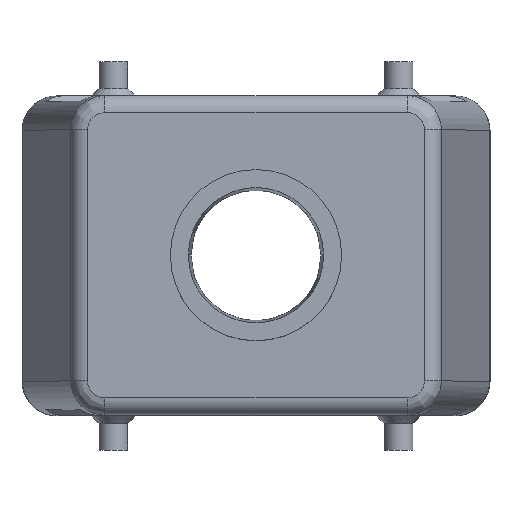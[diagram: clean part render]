
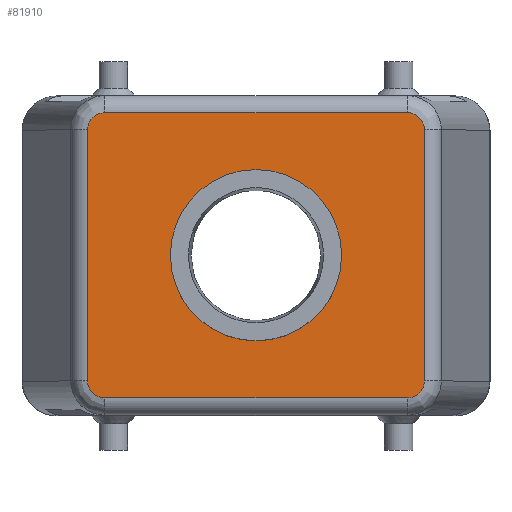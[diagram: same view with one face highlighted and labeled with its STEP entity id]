
A CAD part, top view. The second image highlights one B-rep face of the part: STEP entity #81910.
In plain terms, the highlighted planar face has unit normal (0, 0, 1).
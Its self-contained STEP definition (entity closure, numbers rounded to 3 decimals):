
#23170=CARTESIAN_POINT('',(-29.52,22.,75.));
#23180=VERTEX_POINT('',#23170);
#23210=CARTESIAN_POINT('',(-29.52,-22.,75.));
#23220=DIRECTION('',(0.,1.,0.));
#23230=VECTOR('',#23220,1.);
#23240=LINE('',#23210,#23230);
#23250=CARTESIAN_POINT('',(-29.52,-22.,75.));
#23260=VERTEX_POINT('',#23250);
#23270=EDGE_CURVE('',#23260,#23180,#23240,.T.);
#24100=CARTESIAN_POINT('',(29.52,-22.,75.));
#24110=VERTEX_POINT('',#24100);
#24140=CARTESIAN_POINT('',(29.52,22.,75.));
#24150=DIRECTION('',(0.,-1.,0.));
#24160=VECTOR('',#24150,1.);
#24170=LINE('',#24140,#24160);
#24180=CARTESIAN_POINT('',(29.52,22.,75.));
#24190=VERTEX_POINT('',#24180);
#24200=EDGE_CURVE('',#24190,#24110,#24170,.T.);
#25350=CARTESIAN_POINT('',(-26.465,-25.,75.));
#25360=VERTEX_POINT('',#25350);
#25390=CARTESIAN_POINT('',(26.465,-25.,75.));
#25400=DIRECTION('',(-1.,0.,0.));
#25410=VECTOR('',#25400,1.);
#25420=LINE('',#25390,#25410);
#25430=CARTESIAN_POINT('',(26.465,-25.,75.));
#25440=VERTEX_POINT('',#25430);
#25450=EDGE_CURVE('',#25440,#25360,#25420,.T.);
#26000=CARTESIAN_POINT('',(26.465,25.,75.));
#26010=VERTEX_POINT('',#26000);
#26040=CARTESIAN_POINT('',(-26.465,25.,75.));
#26050=DIRECTION('',(1.,0.,0.));
#26060=VECTOR('',#26050,1.);
#26070=LINE('',#26040,#26060);
#26080=CARTESIAN_POINT('',(-26.465,25.,75.));
#26090=VERTEX_POINT('',#26080);
#26100=EDGE_CURVE('',#26090,#26010,#26070,.T.);
#54770=CARTESIAN_POINT('',(-15.,0.,75.));
#54780=VERTEX_POINT('',#54770);
#54810=CARTESIAN_POINT('',(0.,0.,75.)
);
#54820=DIRECTION('',(0.,0.,1.));
#54830=DIRECTION('',(1.,0.,0.));
#54840=AXIS2_PLACEMENT_3D('',#54810,#54820,#54830);
#54850=CIRCLE('',#54840,15.);
#54860=CARTESIAN_POINT('',(15.,0.,75.));
#54870=VERTEX_POINT('',#54860);
#54880=EDGE_CURVE('',#54870,#54780,#54850,.T.);
#79450=CARTESIAN_POINT('',(-29.52,22.,75.));
#79460=CARTESIAN_POINT('',(-29.52,25.,75.));
#79470=CARTESIAN_POINT('',(-26.465,25.,75.));
#79480=(BOUNDED_CURVE() B_SPLINE_CURVE(2,(#79450,#79460,#79470),
.UNSPECIFIED.,.F.,.F.) B_SPLINE_CURVE_WITH_KNOTS((3,3),(0.,1.),
.UNSPECIFIED.) CURVE() GEOMETRIC_REPRESENTATION_ITEM() 
RATIONAL_B_SPLINE_CURVE((1.,0.707,1.)) REPRESENTATION_ITEM(''
));
#79490=EDGE_CURVE('',#23180,#26090,#79480,.T.);
#81560=CARTESIAN_POINT('',(-35.424,-30.,75.));
#81570=DIRECTION('',(0.,0.,1.));
#81580=DIRECTION('',(1.,0.,-0.));
#81590=AXIS2_PLACEMENT_3D('',#81560,#81570,#81580);
#81600=PLANE('',#81590);
#81610=ORIENTED_EDGE('',*,*,#26100,.F.);
#81620=CARTESIAN_POINT('',(26.465,25.,75.));
#81630=CARTESIAN_POINT('',(29.52,25.,75.));
#81640=CARTESIAN_POINT('',(29.52,22.,75.));
#81650=(BOUNDED_CURVE() B_SPLINE_CURVE(2,(#81620,#81630,#81640),
.UNSPECIFIED.,.F.,.F.) B_SPLINE_CURVE_WITH_KNOTS((3,3),(0.,1.),
.UNSPECIFIED.) CURVE() GEOMETRIC_REPRESENTATION_ITEM() 
RATIONAL_B_SPLINE_CURVE((1.,0.707,1.)) REPRESENTATION_ITEM(
''));
#81660=EDGE_CURVE('',#26010,#24190,#81650,.T.);
#81670=ORIENTED_EDGE('',*,*,#81660,.F.);
#81680=ORIENTED_EDGE('',*,*,#24200,.F.);
#81690=CARTESIAN_POINT('',(29.52,-22.,75.));
#81700=CARTESIAN_POINT('',(29.52,-25.,75.));
#81710=CARTESIAN_POINT('',(26.465,-25.,75.));
#81720=(BOUNDED_CURVE() B_SPLINE_CURVE(2,(#81690,#81700,#81710),
.UNSPECIFIED.,.F.,.F.) B_SPLINE_CURVE_WITH_KNOTS((3,3),(0.,1.),
.UNSPECIFIED.) CURVE() GEOMETRIC_REPRESENTATION_ITEM() 
RATIONAL_B_SPLINE_CURVE((1.,0.707,1.)) REPRESENTATION_ITEM(
''));
#81730=EDGE_CURVE('',#24110,#25440,#81720,.T.);
#81740=ORIENTED_EDGE('',*,*,#81730,.F.);
#81750=ORIENTED_EDGE('',*,*,#25450,.F.);
#81760=CARTESIAN_POINT('',(-26.465,-25.,75.));
#81770=CARTESIAN_POINT('',(-29.52,-25.,75.));
#81780=CARTESIAN_POINT('',(-29.52,-22.,75.));
#81790=(BOUNDED_CURVE() B_SPLINE_CURVE(2,(#81760,#81770,#81780),
.UNSPECIFIED.,.F.,.F.) B_SPLINE_CURVE_WITH_KNOTS((3,3),(0.,1.),
.UNSPECIFIED.) CURVE() GEOMETRIC_REPRESENTATION_ITEM() 
RATIONAL_B_SPLINE_CURVE((1.,0.707,1.)) REPRESENTATION_ITEM(
''));
#81800=EDGE_CURVE('',#25360,#23260,#81790,.T.);
#81810=ORIENTED_EDGE('',*,*,#81800,.F.);
#81820=ORIENTED_EDGE('',*,*,#23270,.F.);
#81830=ORIENTED_EDGE('',*,*,#79490,.F.);
#81840=EDGE_LOOP('',(#81830,#81820,#81810,#81750,#81740,#81680,#81670,
#81610));
#81850=FACE_OUTER_BOUND('',#81840,.T.);
#81860=ORIENTED_EDGE('',*,*,#54880,.F.);
#81870=EDGE_CURVE('',#54780,#54870,#54850,.T.);
#81880=ORIENTED_EDGE('',*,*,#81870,.F.);
#81890=EDGE_LOOP('',(#81880,#81860));
#81900=FACE_BOUND('',#81890,.T.);
#81910=ADVANCED_FACE('',(#81850,#81900),#81600,.T.);
